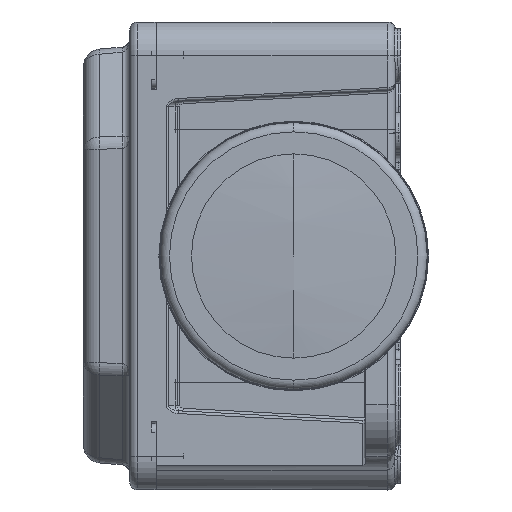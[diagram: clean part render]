
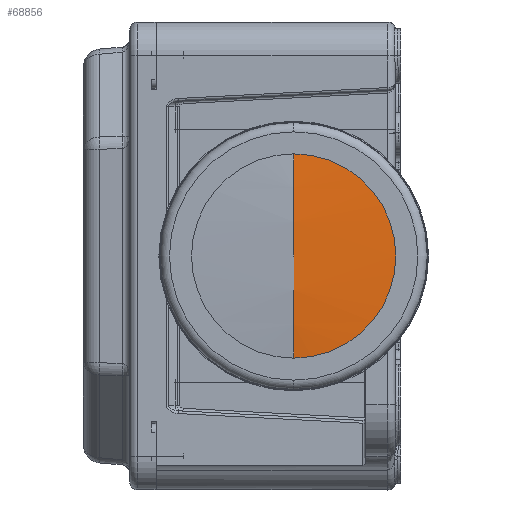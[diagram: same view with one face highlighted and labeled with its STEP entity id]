
A CAD part, left-side view. The second image highlights one B-rep face of the part: STEP entity #68856.
In plain terms, the highlighted spherical face has radius 200 mm.
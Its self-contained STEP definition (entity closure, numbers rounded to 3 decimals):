
#30095=CARTESIAN_POINT('',(-410.269,19.05,0.));
#30096=DIRECTION('',(0.,1.,0.));
#30097=DIRECTION('',(-0.995,0.,-0.096));
#30098=AXIS2_PLACEMENT_3D('',#30095,#30096,#30097);
#30100=CARTESIAN_POINT('',(-410.269,19.05,0.));
#30101=DIRECTION('',(0.,-1.,0.));
#30102=DIRECTION('',(-0.995,0.,0.096));
#30103=AXIS2_PLACEMENT_3D('',#30100,#30101,#30102);
#30105=CARTESIAN_POINT('',(-609.352,19.05,0.));
#30106=DIRECTION('',(-1.,0.,0.));
#30107=DIRECTION('',(0.,0.,-1.));
#30108=AXIS2_PLACEMENT_3D('',#30105,#30106,#30107);
#45890=CARTESIAN_POINT('',(-609.352,19.05,-19.131));
#45891=CARTESIAN_POINT('',(-610.269,19.05,0.));
#45892=VERTEX_POINT('',#45890);
#45893=VERTEX_POINT('',#45891);
#45894=CARTESIAN_POINT('',(-609.352,19.05,19.131));
#45895=VERTEX_POINT('',#45894);
#68844=CARTESIAN_POINT('',(-410.269,19.05,0.));
#68845=DIRECTION('',(1.,0.,0.));
#68846=DIRECTION('',(0.,0.,1.));
#68847=AXIS2_PLACEMENT_3D('',#68844,#68845,#68846);
#68848=SPHERICAL_SURFACE('',#68847,200.);
#68850=ORIENTED_EDGE('',*,*,#68849,.T.);
#68852=ORIENTED_EDGE('',*,*,#68851,.F.);
#68853=ORIENTED_EDGE('',*,*,#68837,.F.);
#68854=EDGE_LOOP('',(#68850,#68852,#68853));
#68855=FACE_OUTER_BOUND('',#68854,.F.);
#68856=ADVANCED_FACE('',(#68855),#68848,.T.);
#30099=CIRCLE('',#30098,200.);
#30104=CIRCLE('',#30103,200.);
#30109=CIRCLE('',#30108,19.131);
#68837=EDGE_CURVE('',#45892,#45895,#30109,.T.);
#68849=EDGE_CURVE('',#45892,#45893,#30099,.T.);
#68851=EDGE_CURVE('',#45895,#45893,#30104,.T.);
